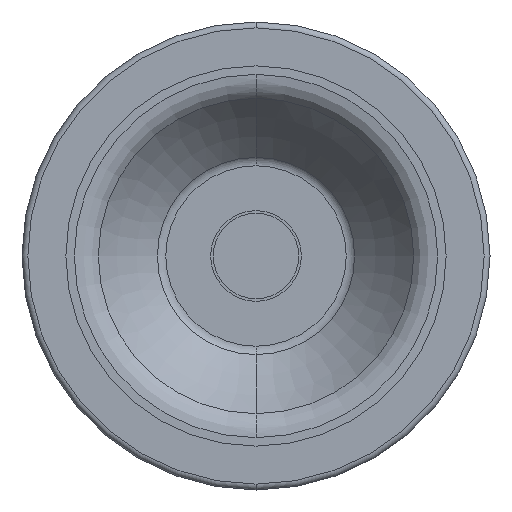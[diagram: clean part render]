
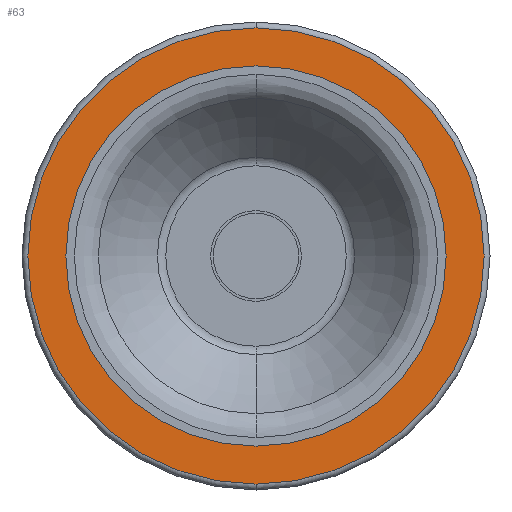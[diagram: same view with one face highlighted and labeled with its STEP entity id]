
A CAD part, front view. The second image highlights one B-rep face of the part: STEP entity #63.
In plain terms, the highlighted planar face has unit normal (0, -1, 0).
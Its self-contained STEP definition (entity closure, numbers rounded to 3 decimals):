
#27 = EDGE_CURVE ( 'NONE', #94, #74, #823, .T. ) ;
#50 = VERTEX_POINT ( 'NONE', #858 ) ;
#53 = EDGE_CURVE ( 'NONE', #850, #50, #765, .T. ) ;
#57 = EDGE_CURVE ( 'NONE', #74, #94, #760, .T. ) ;
#58 = ORIENTED_EDGE ( 'NONE', *, *, #27, .T. ) ;
#59 = EDGE_LOOP ( 'NONE', ( #81, #83 ) ) ;
#63 = ADVANCED_FACE ( 'NONE', ( #924, #923 ), #922, .F. ) ;
#64 = EDGE_LOOP ( 'NONE', ( #65, #58 ) ) ;
#65 = ORIENTED_EDGE ( 'NONE', *, *, #57, .T. ) ;
#74 = VERTEX_POINT ( 'NONE', #905 ) ;
#81 = ORIENTED_EDGE ( 'NONE', *, *, #82, .F. ) ;
#82 = EDGE_CURVE ( 'NONE', #50, #850, #960, .T. ) ;
#83 = ORIENTED_EDGE ( 'NONE', *, *, #53, .F. ) ;
#94 = VERTEX_POINT ( 'NONE', #950 ) ;
#757 = DIRECTION ( 'NONE',  ( 0., 0., 1. ) ) ;
#758 = DIRECTION ( 'NONE',  ( 0., -1., 0. ) ) ;
#759 = AXIS2_PLACEMENT_3D ( 'NONE', #766, #758, #757 ) ;
#760 = CIRCLE ( 'NONE', #759, 39. ) ;
#761 = DIRECTION ( 'NONE',  ( 0., 0., -1. ) ) ;
#762 = DIRECTION ( 'NONE',  ( 0., -1., 0. ) ) ;
#763 = CARTESIAN_POINT ( 'NONE',  ( 0., 0., 0. ) ) ;
#764 = AXIS2_PLACEMENT_3D ( 'NONE', #763, #762, #761 ) ;
#765 = CIRCLE ( 'NONE', #764, 32.5 ) ;
#766 = CARTESIAN_POINT ( 'NONE',  ( 0., 0., 0. ) ) ;
#820 = DIRECTION ( 'NONE',  ( 0., 0., 1. ) ) ;
#821 = DIRECTION ( 'NONE',  ( 0., -1., 0. ) ) ;
#822 = AXIS2_PLACEMENT_3D ( 'NONE', #828, #821, #820 ) ;
#823 = CIRCLE ( 'NONE', #822, 39. ) ;
#828 = CARTESIAN_POINT ( 'NONE',  ( 0., 0., 0. ) ) ;
#850 = VERTEX_POINT ( 'NONE', #1841 ) ;
#858 = CARTESIAN_POINT ( 'NONE',  ( 0., 0., -32.5 ) ) ;
#872 = CARTESIAN_POINT ( 'NONE',  ( 0., 0., 0. ) ) ;
#905 = CARTESIAN_POINT ( 'NONE',  ( 0., 0., 39. ) ) ;
#918 = DIRECTION ( 'NONE',  ( 0., 0., 1. ) ) ;
#919 = DIRECTION ( 'NONE',  ( 0., 1., 0. ) ) ;
#920 = CARTESIAN_POINT ( 'NONE',  ( -40., 0., 0. ) ) ;
#921 = AXIS2_PLACEMENT_3D ( 'NONE', #920, #919, #918 ) ;
#922 = PLANE ( 'NONE',  #921 ) ;
#923 = FACE_BOUND ( 'NONE', #59, .T. ) ;
#924 = FACE_OUTER_BOUND ( 'NONE', #64, .T. ) ;
#950 = CARTESIAN_POINT ( 'NONE',  ( 0., 0., -39. ) ) ;
#957 = DIRECTION ( 'NONE',  ( 0., 0., -1. ) ) ;
#958 = DIRECTION ( 'NONE',  ( 0., -1., 0. ) ) ;
#959 = AXIS2_PLACEMENT_3D ( 'NONE', #872, #958, #957 ) ;
#960 = CIRCLE ( 'NONE', #959, 32.5 ) ;
#1841 = CARTESIAN_POINT ( 'NONE',  ( 0., 0., 32.5 ) ) ;
